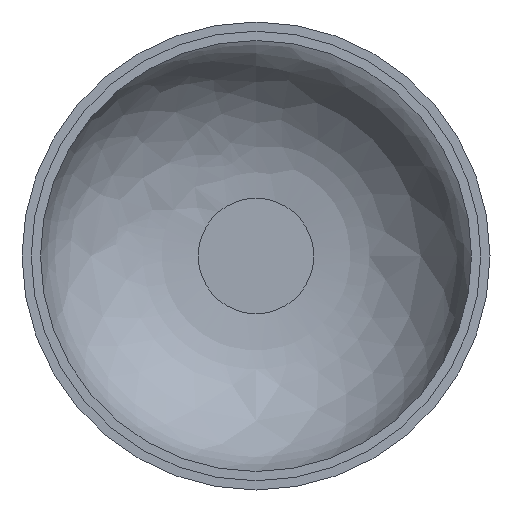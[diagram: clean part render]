
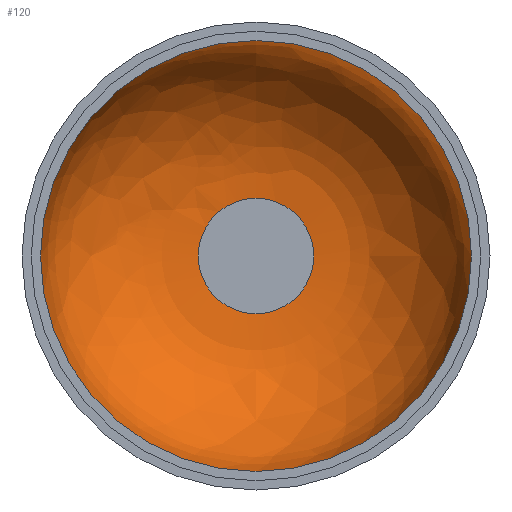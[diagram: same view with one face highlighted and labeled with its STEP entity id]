
A CAD part, left-side view. The second image highlights one B-rep face of the part: STEP entity #120.
In plain terms, the highlighted free-form (B-spline) face has degree [2, 2] with [3, 9] control points.
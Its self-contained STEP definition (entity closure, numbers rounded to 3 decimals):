
#26=(
BOUNDED_SURFACE()
B_SPLINE_SURFACE(2,2,((#196,#197,#198,#199,#200,#201,#202,#203,#204),(#205,
#206,#207,#208,#209,#210,#211,#212,#213),(#214,#215,#216,#217,#218,#219,
#220,#221,#222)),.UNSPECIFIED.,.F.,.T.,.F.)
B_SPLINE_SURFACE_WITH_KNOTS((3,3),(3,2,2,2,3),(0.084,1.571),
(-3.142,-1.571,0.,1.571,3.142),
 .UNSPECIFIED.)
GEOMETRIC_REPRESENTATION_ITEM()
RATIONAL_B_SPLINE_SURFACE(((1.,0.707,1.,0.707,1.,
0.707,1.,0.707,1.),(0.736,0.521,
0.736,0.521,0.736,0.521,
0.736,0.521,0.736),(1.,0.707,
1.,0.707,1.,0.707,1.,0.707,1.)))
REPRESENTATION_ITEM('')
SURFACE()
);
#29=FACE_OUTER_BOUND('',#38,.T.);
#38=EDGE_LOOP('',(#86,#87,#88,#89,#90));
#48=CIRCLE('',#131,2.5);
#49=CIRCLE('',#132,6.849);
#50=CIRCLE('',#133,9.325);
#51=CIRCLE('',#134,9.325);
#60=VERTEX_POINT('',#194);
#61=VERTEX_POINT('',#223);
#62=VERTEX_POINT('',#225);
#70=EDGE_CURVE('',#60,#60,#48,.T.);
#71=EDGE_CURVE('',#60,#61,#49,.T.);
#72=EDGE_CURVE('',#62,#61,#50,.T.);
#73=EDGE_CURVE('',#61,#62,#51,.T.);
#86=ORIENTED_EDGE('',*,*,#70,.T.);
#87=ORIENTED_EDGE('',*,*,#71,.T.);
#88=ORIENTED_EDGE('',*,*,#72,.F.);
#89=ORIENTED_EDGE('',*,*,#73,.F.);
#90=ORIENTED_EDGE('',*,*,#71,.F.);
#120=ADVANCED_FACE('',(#29),#26,.T.);
#131=AXIS2_PLACEMENT_3D('',#195,#153,#154);
#132=AXIS2_PLACEMENT_3D('',#224,#155,#156);
#133=AXIS2_PLACEMENT_3D('',#226,#157,#158);
#134=AXIS2_PLACEMENT_3D('',#227,#159,#160);
#153=DIRECTION('center_axis',(1.,0.,0.));
#154=DIRECTION('ref_axis',(0.,0.,-1.));
#155=DIRECTION('center_axis',(0.,-1.,0.));
#156=DIRECTION('ref_axis',(0.,0.,1.));
#157=DIRECTION('center_axis',(1.,0.,0.));
#158=DIRECTION('ref_axis',(0.,0.,-1.));
#159=DIRECTION('center_axis',(1.,0.,0.));
#160=DIRECTION('ref_axis',(0.,0.,-1.));
#194=CARTESIAN_POINT('',(143.64,0.,2.5));
#195=CARTESIAN_POINT('Origin',(143.64,0.,0.));
#196=CARTESIAN_POINT('Ctrl Pts',(137.365,0.,9.325));
#197=CARTESIAN_POINT('Ctrl Pts',(137.365,-9.325,9.325));
#198=CARTESIAN_POINT('Ctrl Pts',(137.365,-9.325,0.));
#199=CARTESIAN_POINT('Ctrl Pts',(137.365,-9.325,-9.325));
#200=CARTESIAN_POINT('Ctrl Pts',(137.365,0.,-9.325));
#201=CARTESIAN_POINT('Ctrl Pts',(137.365,9.325,-9.325));
#202=CARTESIAN_POINT('Ctrl Pts',(137.365,9.325,0.));
#203=CARTESIAN_POINT('Ctrl Pts',(137.365,9.325,9.325));
#204=CARTESIAN_POINT('Ctrl Pts',(137.365,0.,9.325));
#205=CARTESIAN_POINT('Ctrl Pts',(143.64,0.,8.797));
#206=CARTESIAN_POINT('Ctrl Pts',(143.64,-8.797,8.797));
#207=CARTESIAN_POINT('Ctrl Pts',(143.64,-8.797,0.));
#208=CARTESIAN_POINT('Ctrl Pts',(143.64,-8.797,-8.797));
#209=CARTESIAN_POINT('Ctrl Pts',(143.64,0.,-8.797));
#210=CARTESIAN_POINT('Ctrl Pts',(143.64,8.797,-8.797));
#211=CARTESIAN_POINT('Ctrl Pts',(143.64,8.797,0.));
#212=CARTESIAN_POINT('Ctrl Pts',(143.64,8.797,8.797));
#213=CARTESIAN_POINT('Ctrl Pts',(143.64,0.,8.797));
#214=CARTESIAN_POINT('Ctrl Pts',(143.64,0.,2.5));
#215=CARTESIAN_POINT('Ctrl Pts',(143.64,-2.5,2.5));
#216=CARTESIAN_POINT('Ctrl Pts',(143.64,-2.5,0.));
#217=CARTESIAN_POINT('Ctrl Pts',(143.64,-2.5,-2.5));
#218=CARTESIAN_POINT('Ctrl Pts',(143.64,0.,-2.5));
#219=CARTESIAN_POINT('Ctrl Pts',(143.64,2.5,-2.5));
#220=CARTESIAN_POINT('Ctrl Pts',(143.64,2.5,0.));
#221=CARTESIAN_POINT('Ctrl Pts',(143.64,2.5,2.5));
#222=CARTESIAN_POINT('Ctrl Pts',(143.64,0.,2.5));
#223=CARTESIAN_POINT('',(137.365,0.,9.325));
#224=CARTESIAN_POINT('Origin',(136.791,0.,2.5));
#225=CARTESIAN_POINT('',(137.365,-9.325,0.));
#226=CARTESIAN_POINT('Origin',(137.365,0.,0.));
#227=CARTESIAN_POINT('Origin',(137.365,0.,0.));
